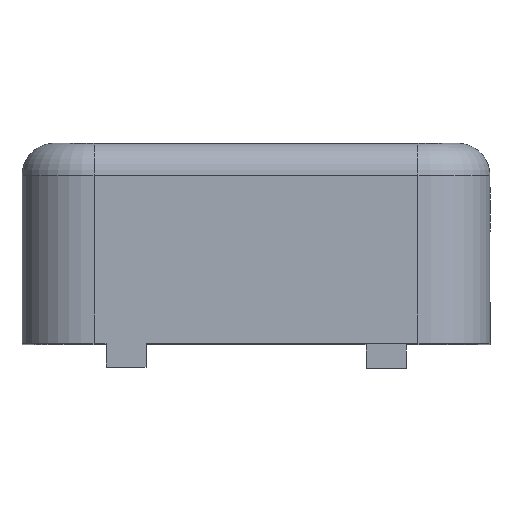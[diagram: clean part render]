
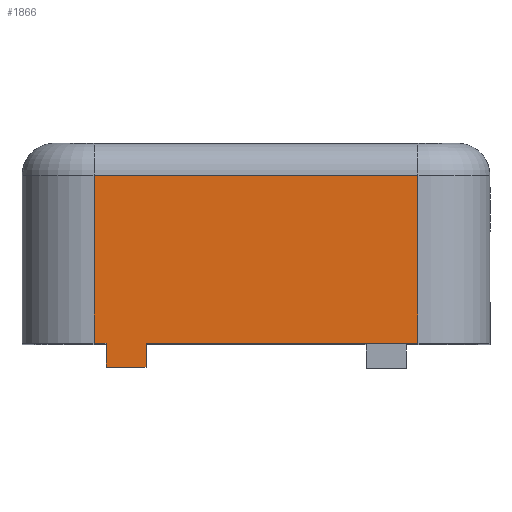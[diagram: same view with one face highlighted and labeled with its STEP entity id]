
A CAD part, top view. The second image highlights one B-rep face of the part: STEP entity #1866.
In plain terms, the highlighted planar face has unit normal (0, 0, 1).
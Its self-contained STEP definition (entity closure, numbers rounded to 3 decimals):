
#68 = ORIENTED_EDGE ( 'NONE', *, *, #574, .F. ) ;
#97 = DIRECTION ( 'NONE',  ( 0., 1., 0. ) ) ;
#122 = CARTESIAN_POINT ( 'NONE',  ( -4.05, -5., 11.5 ) ) ;
#125 = LINE ( 'NONE', #867, #1242 ) ;
#149 = VERTEX_POINT ( 'NONE', #1640 ) ;
#231 = LINE ( 'NONE', #2105, #1519 ) ;
#308 = DIRECTION ( 'NONE',  ( 1., 0., 0. ) ) ;
#470 = EDGE_CURVE ( 'NONE', #994, #1845, #231, .T. ) ;
#476 = VERTEX_POINT ( 'NONE', #2297 ) ;
#497 = VECTOR ( 'NONE', #308, 1000. ) ;
#545 = DIRECTION ( 'NONE',  ( 1., 0., 0. ) ) ;
#574 = EDGE_CURVE ( 'NONE', #476, #149, #125, .T. ) ;
#613 = EDGE_LOOP ( 'NONE', ( #1046, #68, #1299, #1581, #1931, #1786, #1340, #2387 ) ) ;
#632 = PLANE ( 'NONE',  #1764 ) ;
#646 = CARTESIAN_POINT ( 'NONE',  ( -2.75, -5., 11.5 ) ) ;
#810 = VECTOR ( 'NONE', #2127, 1000. ) ;
#849 = VERTEX_POINT ( 'NONE', #2379 ) ;
#867 = CARTESIAN_POINT ( 'NONE',  ( -3.75, -5.6, 11.5 ) ) ;
#875 = CARTESIAN_POINT ( 'NONE',  ( -3.75, -5.6, 11.5 ) ) ;
#983 = LINE ( 'NONE', #1577, #497 ) ;
#994 = VERTEX_POINT ( 'NONE', #1874 ) ;
#1026 = CARTESIAN_POINT ( 'NONE',  ( -4.05, 0., 11.5 ) ) ;
#1046 = ORIENTED_EDGE ( 'NONE', *, *, #2224, .T. ) ;
#1154 = VERTEX_POINT ( 'NONE', #1560 ) ;
#1158 = EDGE_CURVE ( 'NONE', #1387, #849, #1566, .T. ) ;
#1188 = DIRECTION ( 'NONE',  ( 1., 0., 0. ) ) ;
#1211 = VERTEX_POINT ( 'NONE', #2271 ) ;
#1242 = VECTOR ( 'NONE', #1998, 1000. ) ;
#1256 = DIRECTION ( 'NONE',  ( -1., 0., 0. ) ) ;
#1296 = LINE ( 'NONE', #2384, #1407 ) ;
#1299 = ORIENTED_EDGE ( 'NONE', *, *, #2053, .F. ) ;
#1304 = VECTOR ( 'NONE', #545, 1000. ) ;
#1340 = ORIENTED_EDGE ( 'NONE', *, *, #2253, .F. ) ;
#1375 = DIRECTION ( 'NONE',  ( 0., -1., 0. ) ) ;
#1387 = VERTEX_POINT ( 'NONE', #1580 ) ;
#1407 = VECTOR ( 'NONE', #2180, 1000. ) ;
#1519 = VECTOR ( 'NONE', #97, 1000. ) ;
#1560 = CARTESIAN_POINT ( 'NONE',  ( 4.05, -0.8, 11.5 ) ) ;
#1566 = LINE ( 'NONE', #1026, #1817 ) ;
#1577 = CARTESIAN_POINT ( 'NONE',  ( -4.05, -0.8, 11.5 ) ) ;
#1580 = CARTESIAN_POINT ( 'NONE',  ( -4.05, -0.8, 11.5 ) ) ;
#1581 = ORIENTED_EDGE ( 'NONE', *, *, #470, .T. ) ;
#1640 = CARTESIAN_POINT ( 'NONE',  ( -3.75, -5., 11.5 ) ) ;
#1687 = VECTOR ( 'NONE', #1256, 1000. ) ;
#1764 = AXIS2_PLACEMENT_3D ( 'NONE', #2156, #2302, #1188 ) ;
#1786 = ORIENTED_EDGE ( 'NONE', *, *, #1949, .F. ) ;
#1813 = CARTESIAN_POINT ( 'NONE',  ( -4.05, -5., 11.5 ) ) ;
#1817 = VECTOR ( 'NONE', #1375, 1000. ) ;
#1845 = VERTEX_POINT ( 'NONE', #646 ) ;
#1866 = ADVANCED_FACE ( 'NONE', ( #2155 ), #632, .T. ) ;
#1874 = CARTESIAN_POINT ( 'NONE',  ( -2.75, -5.6, 11.5 ) ) ;
#1931 = ORIENTED_EDGE ( 'NONE', *, *, #2273, .T. ) ;
#1949 = EDGE_CURVE ( 'NONE', #1154, #1211, #1296, .T. ) ;
#1998 = DIRECTION ( 'NONE',  ( 0., 1., 0. ) ) ;
#2053 = EDGE_CURVE ( 'NONE', #994, #476, #2185, .T. ) ;
#2105 = CARTESIAN_POINT ( 'NONE',  ( -2.75, -5.6, 11.5 ) ) ;
#2127 = DIRECTION ( 'NONE',  ( 1., 0., 0. ) ) ;
#2155 = FACE_OUTER_BOUND ( 'NONE', #613, .T. ) ;
#2156 = CARTESIAN_POINT ( 'NONE',  ( -4.05, 0., 11.5 ) ) ;
#2166 = LINE ( 'NONE', #122, #810 ) ;
#2180 = DIRECTION ( 'NONE',  ( 0., -1., 0. ) ) ;
#2185 = LINE ( 'NONE', #875, #1687 ) ;
#2224 = EDGE_CURVE ( 'NONE', #849, #149, #2166, .T. ) ;
#2253 = EDGE_CURVE ( 'NONE', #1387, #1154, #983, .T. ) ;
#2255 = LINE ( 'NONE', #1813, #1304 ) ;
#2271 = CARTESIAN_POINT ( 'NONE',  ( 4.05, -5., 11.5 ) ) ;
#2273 = EDGE_CURVE ( 'NONE', #1845, #1211, #2255, .T. ) ;
#2297 = CARTESIAN_POINT ( 'NONE',  ( -3.75, -5.6, 11.5 ) ) ;
#2302 = DIRECTION ( 'NONE',  ( 0., 0., 1. ) ) ;
#2379 = CARTESIAN_POINT ( 'NONE',  ( -4.05, -5., 11.5 ) ) ;
#2384 = CARTESIAN_POINT ( 'NONE',  ( 4.05, 0., 11.5 ) ) ;
#2387 = ORIENTED_EDGE ( 'NONE', *, *, #1158, .T. ) ;
